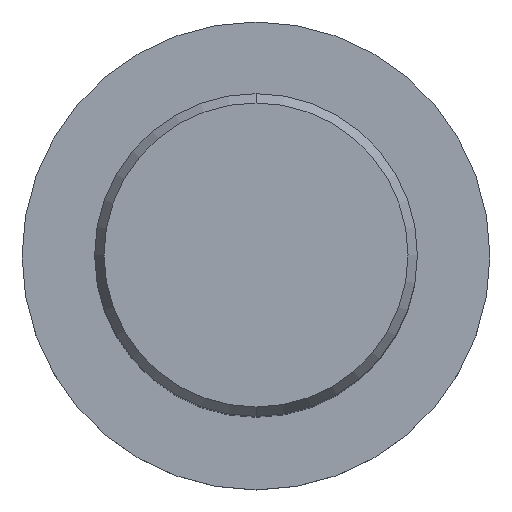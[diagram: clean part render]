
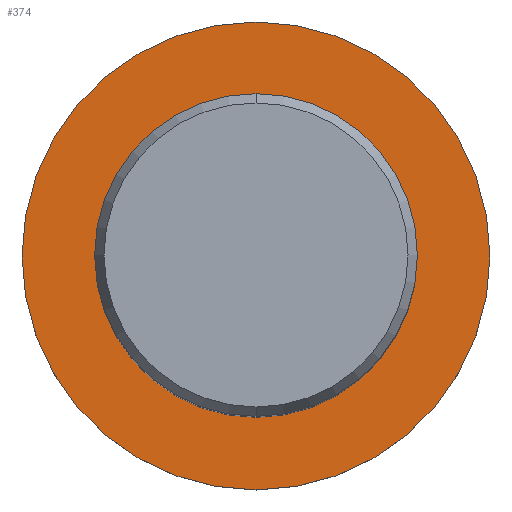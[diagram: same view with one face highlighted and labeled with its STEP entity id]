
A CAD part, top view. The second image highlights one B-rep face of the part: STEP entity #374.
In plain terms, the highlighted planar face has unit normal (0, 0, 1).
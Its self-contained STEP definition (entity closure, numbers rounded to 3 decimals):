
#196=VERTEX_POINT('',#530);
#218=VERTEX_POINT('',#555);
#230=EDGE_CURVE('',#218,#196,#568,.T.);
#284=EDGE_CURVE('',#442,#386,#624,.T.);
#374=ADVANCED_FACE('',(#722,#723),#724,.T.);
#386=VERTEX_POINT('',#739);
#442=VERTEX_POINT('',#799);
#468=EDGE_CURVE('',#196,#218,#827,.T.);
#488=EDGE_CURVE('',#386,#442,#850,.T.);
#530=CARTESIAN_POINT('',(0.,-20.0,-70.0));
#555=CARTESIAN_POINT('',(0.0,20.0,-70.0));
#568=CIRCLE('',#945,20.0);
#624=CIRCLE('',#1076,29.0);
#722=FACE_BOUND('',#1306,.T.);
#723=FACE_OUTER_BOUND('',#1307,.T.);
#724=PLANE('',#1308);
#739=CARTESIAN_POINT('',(0.0,29.0,-70.0));
#799=CARTESIAN_POINT('',(0.,-29.0,-70.0));
#827=CIRCLE('',#1523,20.0);
#850=CIRCLE('',#1549,29.0);
#945=AXIS2_PLACEMENT_3D('',#1665,#1666,#1667);
#1076=AXIS2_PLACEMENT_3D('',#1710,#1711,#1712);
#1306=EDGE_LOOP('',(#1821,#1822));
#1307=EDGE_LOOP('',(#1823,#1824));
#1308=AXIS2_PLACEMENT_3D('',#1825,#1826,#1827);
#1523=AXIS2_PLACEMENT_3D('',#1940,#1941,#1942);
#1549=AXIS2_PLACEMENT_3D('',#1980,#1981,#1982);
#1665=CARTESIAN_POINT('',(0.0,0.0,-70.0));
#1666=DIRECTION('',(-0.0,0.0,-1.0));
#1667=DIRECTION('',(0.0,1.0,0.0));
#1710=CARTESIAN_POINT('',(0.0,0.0,-70.0));
#1711=DIRECTION('',(0.0,0.0,-1.0));
#1712=DIRECTION('',(0.0,1.0,0.0));
#1821=ORIENTED_EDGE('',*,*,#230,.T.);
#1822=ORIENTED_EDGE('',*,*,#468,.T.);
#1823=ORIENTED_EDGE('',*,*,#488,.F.);
#1824=ORIENTED_EDGE('',*,*,#284,.F.);
#1825=CARTESIAN_POINT('',(0.0,14.5,-70.0));
#1826=DIRECTION('',(-0.0,0.0,1.0));
#1827=DIRECTION('',(0.0,-1.0,0.0));
#1940=CARTESIAN_POINT('',(0.0,0.0,-70.0));
#1941=DIRECTION('',(-0.0,0.0,-1.0));
#1942=DIRECTION('',(0.0,1.0,0.0));
#1980=CARTESIAN_POINT('',(0.0,0.0,-70.0));
#1981=DIRECTION('',(0.0,0.0,-1.0));
#1982=DIRECTION('',(0.0,1.0,0.0));
